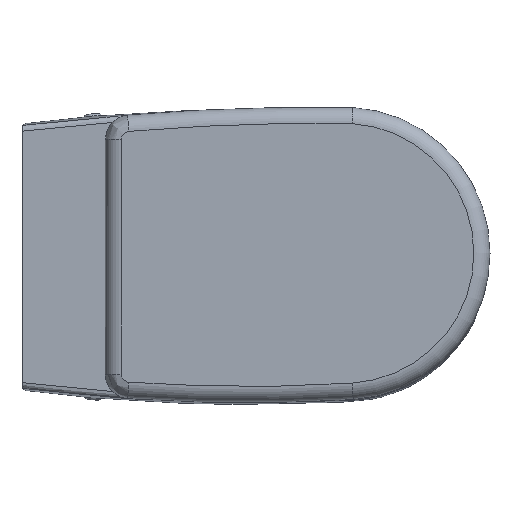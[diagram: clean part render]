
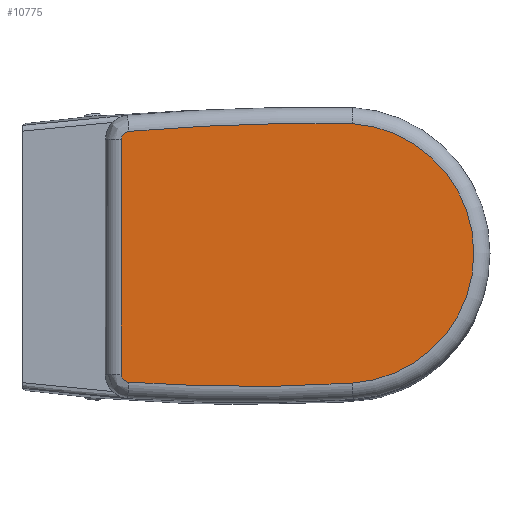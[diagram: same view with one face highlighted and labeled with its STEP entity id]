
A CAD part, top view. The second image highlights one B-rep face of the part: STEP entity #10775.
In plain terms, the highlighted planar face has unit normal (0, 0, 1).
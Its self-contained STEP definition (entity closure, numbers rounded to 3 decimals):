
#10514=CARTESIAN_POINT('',(-130.13,-155.468,30.0));
#10515=VERTEX_POINT('',#10514);
#10523=CARTESIAN_POINT('',(-406.649,-165.221,30.0));
#10524=VERTEX_POINT('',#10523);
#10525=CARTESIAN_POINT('',(-362.414,2505.482,30.0));
#10526=DIRECTION('',(0.0,0.0,-1.0));
#10527=DIRECTION('',(0.035,-0.999,0.0));
#10528=AXIS2_PLACEMENT_3D('',#10525,#10526,#10527);
#10529=CIRCLE('',#10528,2671.069);
#10530=EDGE_CURVE('',#10515,#10524,#10529,.T.);
#10582=CARTESIAN_POINT('',(-121.,-145.506,30.0));
#10583=VERTEX_POINT('',#10582);
#10591=CARTESIAN_POINT('',(-131.,-145.506,30.0));
#10592=DIRECTION('',(0.0,0.0,-1.));
#10593=DIRECTION('',(0.737,-0.676,0.0));
#10594=AXIS2_PLACEMENT_3D('',#10591,#10592,#10593);
#10595=CIRCLE('',#10594,10.);
#10596=EDGE_CURVE('',#10583,#10515,#10595,.T.);
#10614=CARTESIAN_POINT('',(-406.699,155.995,30.0));
#10615=VERTEX_POINT('',#10614);
#10631=CARTESIAN_POINT('',(-396.366,-4.612,30.0));
#10632=DIRECTION('',(0.0,0.0,-1.0));
#10633=DIRECTION('',(-1.,-0.002,0.0));
#10634=AXIS2_PLACEMENT_3D('',#10631,#10632,#10633);
#10635=CIRCLE('',#10634,160.938);
#10636=EDGE_CURVE('',#10524,#10615,#10635,.T.);
#10646=CARTESIAN_POINT('',(-121.,145.104,30.0));
#10647=VERTEX_POINT('',#10646);
#10655=CARTESIAN_POINT('',(-121.,145.104,30.0));
#10656=DIRECTION('',(0.,-1.0,0.0));
#10657=VECTOR('',#10656,290.61);
#10658=LINE('',#10655,#10657);
#10659=EDGE_CURVE('',#10647,#10583,#10658,.T.);
#10671=CARTESIAN_POINT('',(-130.292,155.079,30.0));
#10672=VERTEX_POINT('',#10671);
#10682=CARTESIAN_POINT('',(-275.263,-1886.96,30.0));
#10683=DIRECTION('',(0.0,0.0,-1.0));
#10684=DIRECTION('',(0.003,1.,0.0));
#10685=AXIS2_PLACEMENT_3D('',#10682,#10683,#10684);
#10686=CIRCLE('',#10685,2047.179);
#10687=EDGE_CURVE('',#10615,#10672,#10686,.T.);
#10718=CARTESIAN_POINT('',(-131.,145.104,30.0));
#10719=DIRECTION('',(0.0,0.0,-1.));
#10720=DIRECTION('',(0.732,0.682,0.0));
#10721=AXIS2_PLACEMENT_3D('',#10718,#10719,#10720);
#10722=CIRCLE('',#10721,10.);
#10723=EDGE_CURVE('',#10672,#10647,#10722,.T.);
#10762=CARTESIAN_POINT('',(-310.12,-2.46,30.0));
#10763=DIRECTION('',(0.0,0.0,1.0));
#10764=DIRECTION('',(1.0,0.0,0.0));
#10765=AXIS2_PLACEMENT_3D('',#10762,#10763,#10764);
#10766=PLANE('',#10765);
#10767=ORIENTED_EDGE('',*,*,#10530,.F.);
#10768=ORIENTED_EDGE('',*,*,#10596,.F.);
#10769=ORIENTED_EDGE('',*,*,#10659,.F.);
#10770=ORIENTED_EDGE('',*,*,#10723,.F.);
#10771=ORIENTED_EDGE('',*,*,#10687,.F.);
#10772=ORIENTED_EDGE('',*,*,#10636,.F.);
#10773=EDGE_LOOP('',(#10767,#10768,#10769,#10770,#10771,#10772));
#10774=FACE_OUTER_BOUND('',#10773,.T.);
#10775=ADVANCED_FACE('',(#10774),#10766,.T.);
